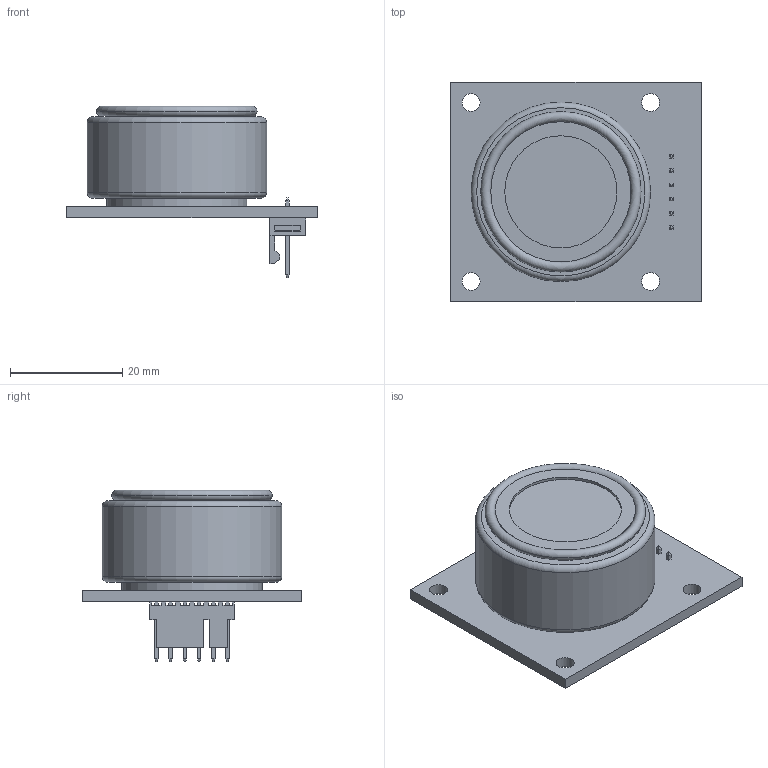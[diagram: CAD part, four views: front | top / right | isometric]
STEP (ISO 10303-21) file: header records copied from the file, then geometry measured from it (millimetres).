
FILE_DESCRIPTION(('FreeCAD Model'),'2;1');
FILE_NAME( 'sensor.step', '2017-11-08T10:52:01',('Author'),(''), 'Open CASCADE STEP processor 6.8','FreeCAD','Unknown');
FILE_SCHEMA(('AUTOMOTIVE_DESIGN_CC2 { 1 2 10303 214 -1 1 5 4 }'));
Length unit declared in the file: millimetre
Products named in the file (1): Fusion001
Bounding box: 44.6 x 39.1 x 30.58 mm (x, y, z)
Volume: 16920.9 mm3; surface area: 7228.6 mm2
Topology: 2 solids, 2 shells, 216 faces, 530 edges, 336 vertices
Faces by surface type: plane 204, cylinder 8, torus 4
Full cylindrical faces by diameter (mm): 3.2 x4, 20 x1, 25 x2, 32 x1
Entity records: 13104 total; most frequent: CARTESIAN_POINT 2334, DIRECTION 1938, LINE 1447, VECTOR 1447, ORIENTED_EDGE 1060, PCURVE 1060, DEFINITIONAL_REPRESENTATION 1060, EDGE_CURVE 530
